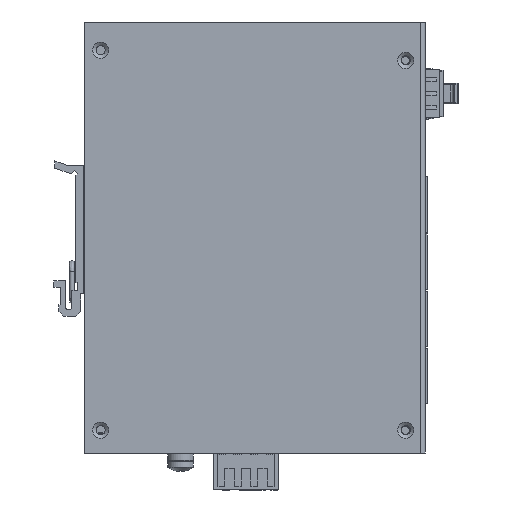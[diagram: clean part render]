
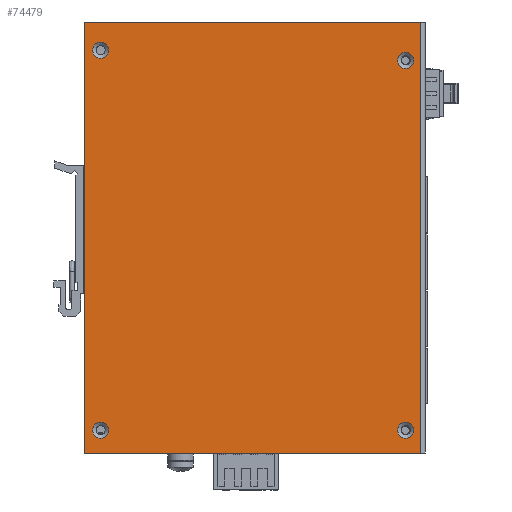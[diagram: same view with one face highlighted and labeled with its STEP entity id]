
A CAD part, front view. The second image highlights one B-rep face of the part: STEP entity #74479.
In plain terms, the highlighted planar face has unit normal (0, -1, 0).
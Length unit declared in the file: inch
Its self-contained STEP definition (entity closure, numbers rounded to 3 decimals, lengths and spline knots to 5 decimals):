
#51 = AXIS2_PLACEMENT_3D ( 'NONE', #71188, #24072, #57688 ) ;
#294 = VERTEX_POINT ( 'NONE', #22960 ) ;
#1021 = AXIS2_PLACEMENT_3D ( 'NONE', #45443, #33372, #60305 ) ;
#1581 = VERTEX_POINT ( 'NONE', #69106 ) ;
#2687 = DIRECTION ( 'NONE',  ( 0., 0., 1. ) ) ;
#3342 = VERTEX_POINT ( 'NONE', #9144 ) ;
#3617 = LINE ( 'NONE', #33746, #53781 ) ;
#5407 = CIRCLE ( 'NONE', #51, 0.0995 ) ;
#5677 = VECTOR ( 'NONE', #32859, 39.37008 ) ;
#5775 = LINE ( 'NONE', #18302, #18269 ) ;
#7417 = EDGE_CURVE ( 'NONE', #55834, #55834, #25815, .T. ) ;
#7757 = LINE ( 'NONE', #46645, #5677 ) ;
#8159 = CIRCLE ( 'NONE', #85727, 0.0995 ) ;
#9144 = CARTESIAN_POINT ( 'NONE',  ( -2.06296, -0.03937, 0. ) ) ;
#10667 = DIRECTION ( 'NONE',  ( -1., 0., 0. ) ) ;
#10686 = EDGE_CURVE ( 'NONE', #81004, #81004, #8159, .T. ) ;
#11793 = LINE ( 'NONE', #49075, #80915 ) ;
#11850 = ORIENTED_EDGE ( 'NONE', *, *, #59687, .T. ) ;
#12910 = VERTEX_POINT ( 'NONE', #21409 ) ;
#13094 = DIRECTION ( 'NONE',  ( 0., -1., 0. ) ) ;
#13361 = ORIENTED_EDGE ( 'NONE', *, *, #81184, .T. ) ;
#18269 = VECTOR ( 'NONE', #78866, 39.37008 ) ;
#18302 = CARTESIAN_POINT ( 'NONE',  ( 2.11024, -0.03937, 0. ) ) ;
#19686 = ORIENTED_EDGE ( 'NONE', *, *, #28054, .F. ) ;
#21409 = CARTESIAN_POINT ( 'NONE',  ( 1.77074, -0.03937, 0.28 ) ) ;
#22960 = CARTESIAN_POINT ( 'NONE',  ( 2.05084, -0.03937, 5.2756 ) ) ;
#23237 = ORIENTED_EDGE ( 'NONE', *, *, #7417, .F. ) ;
#24072 = DIRECTION ( 'NONE',  ( 0., -1., 0. ) ) ;
#24650 = DIRECTION ( 'NONE',  ( 0., -1., 0. ) ) ;
#25528 = DIRECTION ( 'NONE',  ( -1., 0., 0. ) ) ;
#25815 = CIRCLE ( 'NONE', #47171, 0.0995 ) ;
#27397 = FACE_BOUND ( 'NONE', #62752, .T. ) ;
#28054 = EDGE_CURVE ( 'NONE', #12910, #12910, #5407, .T. ) ;
#29458 = VERTEX_POINT ( 'NONE', #81714 ) ;
#32790 = VERTEX_POINT ( 'NONE', #61110 ) ;
#32859 = DIRECTION ( 'NONE',  ( -1., 0., 0. ) ) ;
#32937 = EDGE_CURVE ( 'NONE', #32790, #294, #11793, .T. ) ;
#33372 = DIRECTION ( 'NONE',  ( 0., 1., 0. ) ) ;
#33746 = CARTESIAN_POINT ( 'NONE',  ( -2.06296, -0.03937, 5.2756 ) ) ;
#37855 = FACE_BOUND ( 'NONE', #46534, .T. ) ;
#38624 = CARTESIAN_POINT ( 'NONE',  ( -1.86296, -0.03937, 4.93092 ) ) ;
#39603 = EDGE_CURVE ( 'NONE', #1581, #1581, #41876, .T. ) ;
#40217 = CARTESIAN_POINT ( 'NONE',  ( -1.86296, -0.03937, 0.28 ) ) ;
#41876 = CIRCLE ( 'NONE', #72014, 0.0995 ) ;
#45443 = CARTESIAN_POINT ( 'NONE',  ( 2.11024, -0.03937, 5.2756 ) ) ;
#46534 = EDGE_LOOP ( 'NONE', ( #64779 ) ) ;
#46645 = CARTESIAN_POINT ( 'NONE',  ( 2.11024, -0.03937, 5.2756 ) ) ;
#47171 = AXIS2_PLACEMENT_3D ( 'NONE', #40217, #13094, #60408 ) ;
#49075 = CARTESIAN_POINT ( 'NONE',  ( 2.05084, -0.03937, 5.2756 ) ) ;
#51469 = FACE_BOUND ( 'NONE', #76558, .T. ) ;
#52988 = ORIENTED_EDGE ( 'NONE', *, *, #39603, .F. ) ;
#52999 = CARTESIAN_POINT ( 'NONE',  ( -1.96246, -0.03937, 0.28 ) ) ;
#53781 = VECTOR ( 'NONE', #60684, 39.37008 ) ;
#55834 = VERTEX_POINT ( 'NONE', #52999 ) ;
#57688 = DIRECTION ( 'NONE',  ( -1., 0., 0. ) ) ;
#57705 = DIRECTION ( 'NONE',  ( 0., -1., 0. ) ) ;
#59687 = EDGE_CURVE ( 'NONE', #29458, #3342, #3617, .T. ) ;
#60305 = DIRECTION ( 'NONE',  ( 1., 0., 0. ) ) ;
#60408 = DIRECTION ( 'NONE',  ( -1., 0., 0. ) ) ;
#60684 = DIRECTION ( 'NONE',  ( 0., 0., -1. ) ) ;
#60892 = FACE_OUTER_BOUND ( 'NONE', #63245, .T. ) ;
#61110 = CARTESIAN_POINT ( 'NONE',  ( 2.05084, -0.03937, 0. ) ) ;
#62752 = EDGE_LOOP ( 'NONE', ( #19686 ) ) ;
#63245 = EDGE_LOOP ( 'NONE', ( #64784, #74130, #13361, #11850 ) ) ;
#64779 = ORIENTED_EDGE ( 'NONE', *, *, #10686, .F. ) ;
#64784 = ORIENTED_EDGE ( 'NONE', *, *, #68212, .F. ) ;
#66528 = CARTESIAN_POINT ( 'NONE',  ( -1.96246, -0.03937, 4.93092 ) ) ;
#68212 = EDGE_CURVE ( 'NONE', #32790, #3342, #5775, .T. ) ;
#69106 = CARTESIAN_POINT ( 'NONE',  ( 1.77074, -0.03937, 4.8056 ) ) ;
#71188 = CARTESIAN_POINT ( 'NONE',  ( 1.87024, -0.03937, 0.28 ) ) ;
#72014 = AXIS2_PLACEMENT_3D ( 'NONE', #84168, #57705, #10667 ) ;
#72188 = EDGE_LOOP ( 'NONE', ( #52988 ) ) ;
#74130 = ORIENTED_EDGE ( 'NONE', *, *, #32937, .T. ) ;
#74479 = ADVANCED_FACE ( 'NONE', ( #27397, #51469, #37855, #75620, #60892 ), #79374, .F. ) ;
#75620 = FACE_BOUND ( 'NONE', #72188, .T. ) ;
#76558 = EDGE_LOOP ( 'NONE', ( #23237 ) ) ;
#78866 = DIRECTION ( 'NONE',  ( -1., 0., 0. ) ) ;
#79374 = PLANE ( 'NONE',  #1021 ) ;
#80915 = VECTOR ( 'NONE', #2687, 39.37008 ) ;
#81004 = VERTEX_POINT ( 'NONE', #66528 ) ;
#81184 = EDGE_CURVE ( 'NONE', #294, #29458, #7757, .T. ) ;
#81714 = CARTESIAN_POINT ( 'NONE',  ( -2.06296, -0.03937, 5.2756 ) ) ;
#84168 = CARTESIAN_POINT ( 'NONE',  ( 1.87024, -0.03937, 4.8056 ) ) ;
#85727 = AXIS2_PLACEMENT_3D ( 'NONE', #38624, #24650, #25528 ) ;
